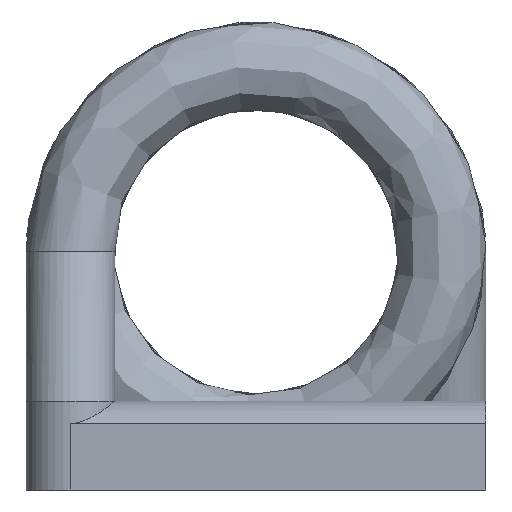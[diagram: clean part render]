
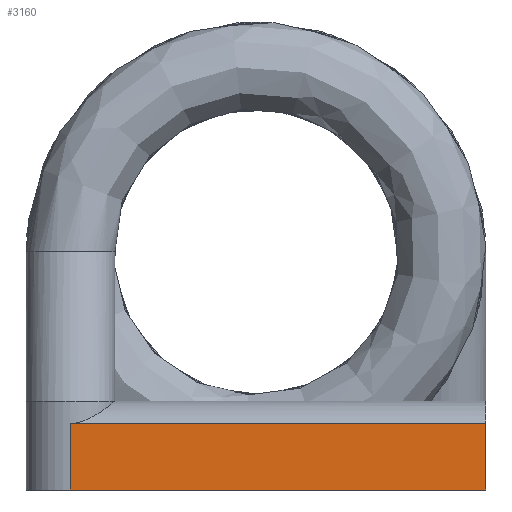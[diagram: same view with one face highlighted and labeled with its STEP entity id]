
A CAD part, left-side view. The second image highlights one B-rep face of the part: STEP entity #3160.
In plain terms, the highlighted planar face has unit normal (-1, 0, 0).
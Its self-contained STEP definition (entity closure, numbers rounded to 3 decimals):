
#2745=DIRECTION('',(0.,1.,0.));
#2929=VERTEX_POINT('',#2930);
#2930=CARTESIAN_POINT('',(-5.11,2.255,0.81));
#2994=ORIENTED_EDGE('',*,*,#2995,.T.);
#2995=EDGE_CURVE('',#2929,#2996,#2998,.T.);
#2996=VERTEX_POINT('',#2997);
#2997=CARTESIAN_POINT('',(-5.11,2.255,0.));
#2998=LINE('',#2930,#2999);
#2999=VECTOR('',#3000,1.);
#3000=DIRECTION('',(0.,0.,-1.));
#3145=VERTEX_POINT('',#3146);
#3146=CARTESIAN_POINT('',(-5.11,-2.795,0.81));
#3155=VECTOR('',#2745,1.);
#3157=EDGE_CURVE('',#3145,#2929,#3158,.T.);
#3158=LINE('',#3146,#3155);
#3160=ADVANCED_FACE('',(#3161),#3172,.T.);
#3161=FACE_BOUND('',#3162,.T.);
#3162=EDGE_LOOP('',(#3163,#2994,#3164,#3169));
#3163=ORIENTED_EDGE('',*,*,#3157,.T.);
#3164=ORIENTED_EDGE('',*,*,#3165,.F.);
#3165=EDGE_CURVE('',#3166,#2996,#3168,.T.);
#3166=VERTEX_POINT('',#3167);
#3167=CARTESIAN_POINT('',(-5.11,-2.795,0.));
#3168=LINE('',#3167,#3155);
#3169=ORIENTED_EDGE('',*,*,#3170,.F.);
#3170=EDGE_CURVE('',#3145,#3166,#3171,.T.);
#3171=LINE('',#3146,#2999);
#3172=PLANE('',#3173);
#3173=AXIS2_PLACEMENT_3D('',#3146,#3174,#3000);
#3174=DIRECTION('',(-1.,0.,0.));
